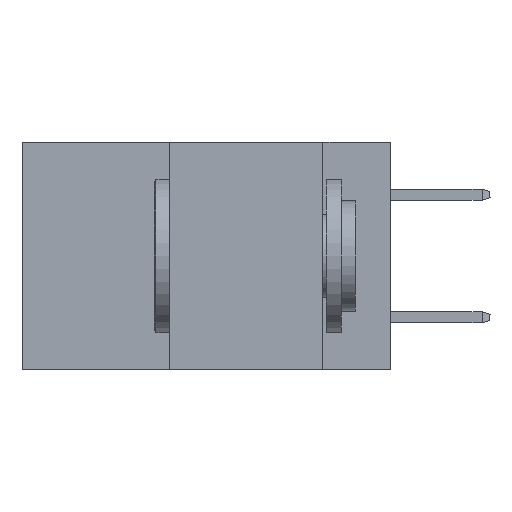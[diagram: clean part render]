
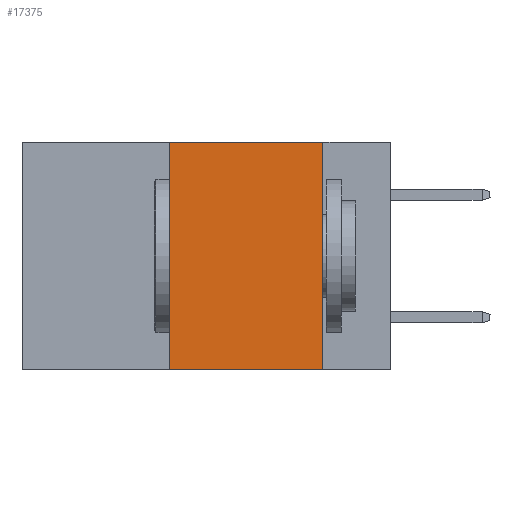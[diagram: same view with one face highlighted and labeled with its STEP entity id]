
A CAD part, left-side view. The second image highlights one B-rep face of the part: STEP entity #17375.
In plain terms, the highlighted planar face has unit normal (-1, 0, 0).
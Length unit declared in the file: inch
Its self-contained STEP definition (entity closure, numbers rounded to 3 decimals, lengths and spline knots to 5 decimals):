
#805 = VECTOR ( 'NONE', #46657, 39.37008 ) ;
#1025 = AXIS2_PLACEMENT_3D ( 'NONE', #36659, #40317, #18624 ) ;
#1331 = CARTESIAN_POINT ( 'NONE',  ( 0., 0.36, -0.37 ) ) ;
#1468 = CARTESIAN_POINT ( 'NONE',  ( 0., 0.6, -0.37 ) ) ;
#1912 = EDGE_CURVE ( 'NONE', #42077, #23205, #29534, .T. ) ;
#3335 = EDGE_CURVE ( 'NONE', #27515, #42077, #16441, .T. ) ;
#3611 = LINE ( 'NONE', #1468, #21670 ) ;
#3995 = DIRECTION ( 'NONE',  ( 0., 0., 1. ) ) ;
#5073 = DIRECTION ( 'NONE',  ( 0., -1., 0. ) ) ;
#6834 = VECTOR ( 'NONE', #3995, 39.37008 ) ;
#7169 = CARTESIAN_POINT ( 'NONE',  ( 0., 0.36, 0. ) ) ;
#7878 = VERTEX_POINT ( 'NONE', #11715 ) ;
#8339 = LINE ( 'NONE', #46252, #16793 ) ;
#9717 = EDGE_LOOP ( 'NONE', ( #11767, #28219, #11422, #26724 ) ) ;
#11371 = PLANE ( 'NONE',  #1025 ) ;
#11422 = ORIENTED_EDGE ( 'NONE', *, *, #3335, .F. ) ;
#11715 = CARTESIAN_POINT ( 'NONE',  ( 0., 0.11, -0.37 ) ) ;
#11767 = ORIENTED_EDGE ( 'NONE', *, *, #45614, .F. ) ;
#13109 = CARTESIAN_POINT ( 'NONE',  ( 0., 0.11, 0. ) ) ;
#14040 = CARTESIAN_POINT ( 'NONE',  ( 0., 0.6, 0. ) ) ;
#16441 = LINE ( 'NONE', #21993, #6834 ) ;
#16793 = VECTOR ( 'NONE', #42590, 39.37008 ) ;
#17375 = ADVANCED_FACE ( 'NONE', ( #32281 ), #11371, .F. ) ;
#18624 = DIRECTION ( 'NONE',  ( 0., 0., -1. ) ) ;
#21670 = VECTOR ( 'NONE', #5073, 39.37008 ) ;
#21993 = CARTESIAN_POINT ( 'NONE',  ( 0., 0.36, 0. ) ) ;
#23205 = VERTEX_POINT ( 'NONE', #13109 ) ;
#26724 = ORIENTED_EDGE ( 'NONE', *, *, #32705, .T. ) ;
#27515 = VERTEX_POINT ( 'NONE', #1331 ) ;
#28219 = ORIENTED_EDGE ( 'NONE', *, *, #1912, .F. ) ;
#29534 = LINE ( 'NONE', #14040, #805 ) ;
#32281 = FACE_OUTER_BOUND ( 'NONE', #9717, .T. ) ;
#32705 = EDGE_CURVE ( 'NONE', #27515, #7878, #3611, .T. ) ;
#36659 = CARTESIAN_POINT ( 'NONE',  ( 0., 0.6, 0. ) ) ;
#40317 = DIRECTION ( 'NONE',  ( 1., 0., 0. ) ) ;
#42077 = VERTEX_POINT ( 'NONE', #7169 ) ;
#42590 = DIRECTION ( 'NONE',  ( 0., 0., -1. ) ) ;
#45614 = EDGE_CURVE ( 'NONE', #23205, #7878, #8339, .T. ) ;
#46252 = CARTESIAN_POINT ( 'NONE',  ( 0., 0.11, 0. ) ) ;
#46657 = DIRECTION ( 'NONE',  ( 0., -1., 0. ) ) ;
